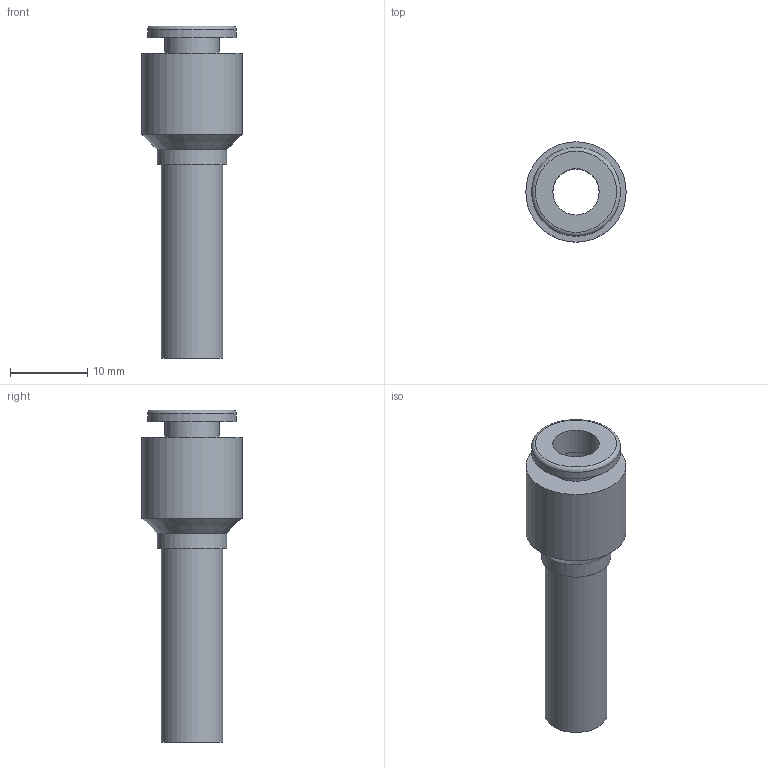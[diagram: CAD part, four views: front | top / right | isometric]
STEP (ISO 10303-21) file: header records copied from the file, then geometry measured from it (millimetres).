
FILE_DESCRIPTION(/* description */ (''),/* implementation_level */ '2;1');
FILE_NAME(/* name */ 'Reducer 6-8.step',/* time_stamp */ '2020-10-28T15:37:44+11:00',/* author */ (''),/* organization */ (''),/* preprocessor_version */ 'ST-DEVELOPER v18.1',/* originating_system */ 'Autodesk Translation Framework v9.3.0.1241',/* authorisation */ '');
FILE_SCHEMA (('AUTOMOTIVE_DESIGN { 1 0 10303 214 3 1 1 }'));
Length unit declared in the file: millimetre
Products named in the file (2): Reducer 6-8; M6-8 Reducer Quick Connect
Assembly tree (1 placements, depth 2):
  Reducer 6-8
    M6-8 Reducer Quick Connect
Bounding box: 13 x 13 x 43 mm (x, y, z)
Volume: 1984.8 mm3; surface area: 2403.3 mm2
Topology: 2 solids, 2 shells, 15 faces, 24 edges, 15 vertices
Faces by surface type: cylinder 7, plane 6, cone 1, torus 1
Full cylindrical faces by diameter (mm): 6 x2, 7 x1, 8 x1, 9 x1, 11.5 x1, 13 x1
Entity records: 424 total; most frequent: DIRECTION 76, CARTESIAN_POINT 57, ORIENTED_EDGE 48, AXIS2_PLACEMENT_3D 34, EDGE_CURVE 24, EDGE_LOOP 21, CIRCLE 16, FACE_OUTER_BOUND 15
